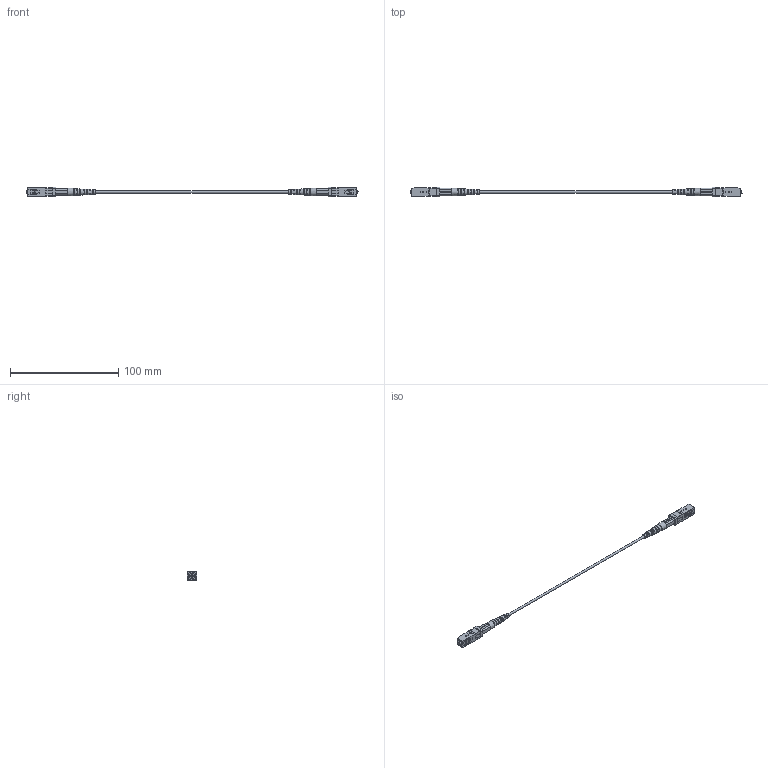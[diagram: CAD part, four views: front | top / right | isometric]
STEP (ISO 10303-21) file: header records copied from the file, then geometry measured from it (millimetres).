
FILE_DESCRIPTION (( 'STEP AP214' ), '1' );
FILE_NAME ('FCA-S2SZ-SCASCA.step', '2022-11-03T03:47:46', ( '' ), ( '' ), 'SwSTEP 2.0', 'SolidWorks 2022', '' );
FILE_SCHEMA (( 'AUTOMOTIVE_DESIGN' ));
Length unit declared in the file: inch
Products named in the file (7): CONN-95-200-08-BP3B MA2^SC-APC CONN_FCA-S2SZ-SCASCA; FCA-S2SZ-SCASCA; CONN-95-200-08-BP3B MA3^SC-APC CONN_FCA-S2SZ-SCASCA; Fiber Coax^FCA-S2SZ-SCASCA; SC-APC CONN^FCA-S2SZ-SCASCA; 1AF04-011-MA1^SC-APC CONN_FCA-S2SZ-SCASCA; CONN-95-200-08-BP3B MA4^SC-APC CONN_FCA-S2SZ-SCASCA
Assembly tree (7 placements, depth 3):
  FCA-S2SZ-SCASCA
    Fiber Coax^FCA-S2SZ-SCASCA
    SC-APC CONN^FCA-S2SZ-SCASCA  x2
      CONN-95-200-08-BP3B MA2^SC-APC CONN_FCA-S2SZ-SCASCA
      1AF04-011-MA1^SC-APC CONN_FCA-S2SZ-SCASCA
      CONN-95-200-08-BP3B MA4^SC-APC CONN_FCA-S2SZ-SCASCA
      CONN-95-200-08-BP3B MA3^SC-APC CONN_FCA-S2SZ-SCASCA
Bounding box: 306.15 x 8.89 x 8.89 mm (x, y, z)
Volume: 4006.4 mm3; surface area: 8939 mm2
Topology: 9 solids, 9 shells, 525 faces, 1493 edges, 980 vertices
Faces by surface type: plane 478, cylinder 37, cone 6, bspline 2, torus 2
Full cylindrical faces by diameter (mm): 2 x1, 2.502 x2, 3.175 x2, 3.683 x2, 4.826 x4, 5.537 x2
Entity records: 9402 total; most frequent: CARTESIAN_POINT 1961, ORIENTED_EDGE 1430, DIRECTION 1309, EDGE_CURVE 715, LINE 541, VECTOR 541, VERTEX_POINT 476, AXIS2_PLACEMENT_3D 384
